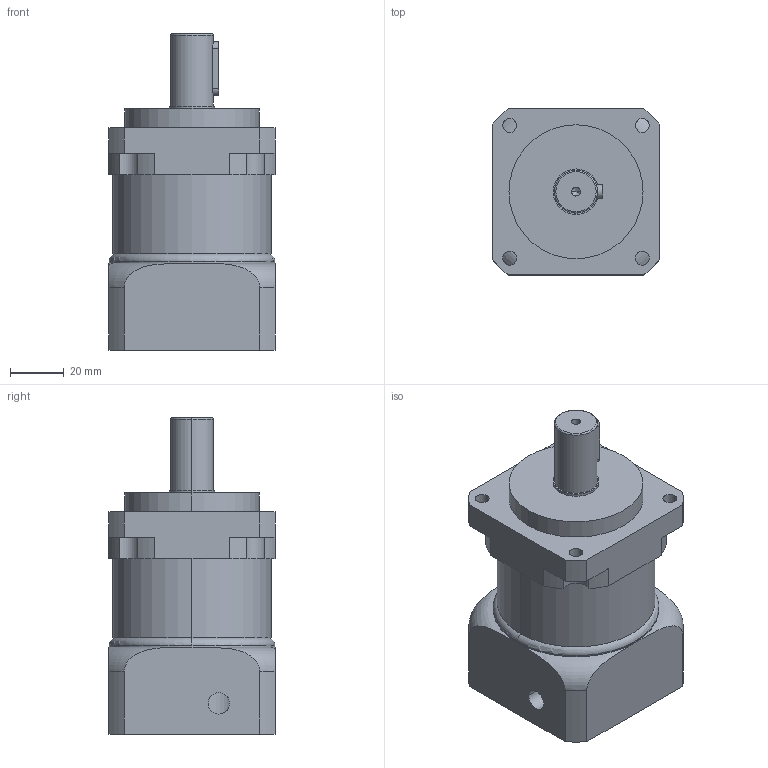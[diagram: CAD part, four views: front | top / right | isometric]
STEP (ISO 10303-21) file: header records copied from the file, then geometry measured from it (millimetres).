
FILE_DESCRIPTION (( 'STEP AP214' ), '1' );
FILE_NAME ('DH060-L1-XX-14-50-70-M5_2019.STEP', '2019-03-14T00:52:25', ( 'Y' ), ( 'NCU' ), 'SwSTEP 2.0', 'SolidWorks 2016', '' );
FILE_SCHEMA (( 'AUTOMOTIVE_DESIGN' ));
Length unit declared in the file: millimetre
Products named in the file (1): DH060-L1-XX-14-50-70-M5_2019
Bounding box: 62 x 62 x 118 mm (x, y, z)
Volume: 258380.6 mm3; surface area: 43553.3 mm2
Topology: 1 solids, 1 shells, 188 faces, 482 edges, 308 vertices
Faces by surface type: cylinder 94, plane 70, cone 18, torus 6
Entity records: 6869 total; most frequent: CARTESIAN_POINT 1493, DIRECTION 1043, ORIENTED_EDGE 944, EDGE_CURVE 472, AXIS2_PLACEMENT_3D 402, VERTEX_POINT 308, VECTOR 239, LINE 239
